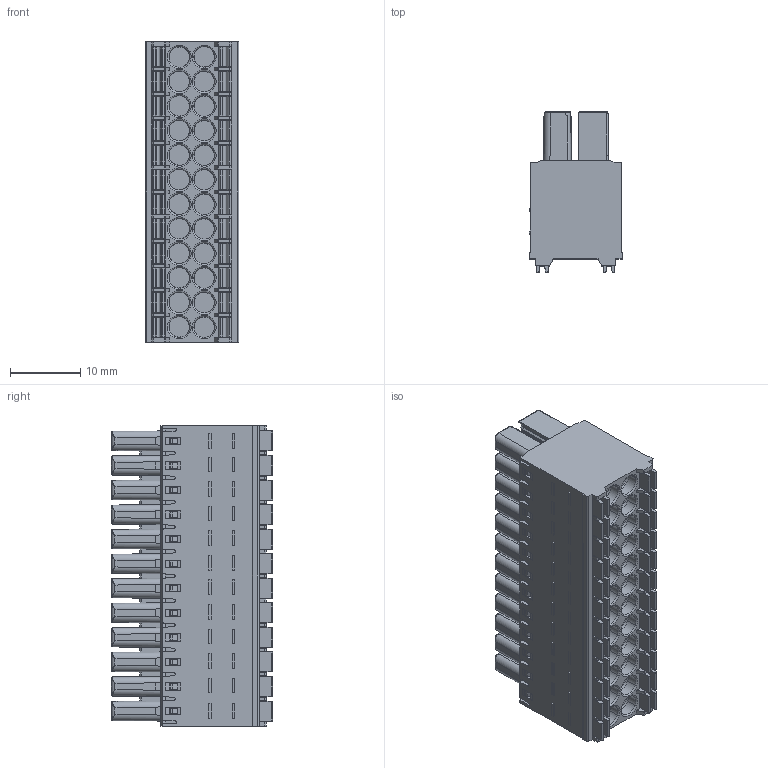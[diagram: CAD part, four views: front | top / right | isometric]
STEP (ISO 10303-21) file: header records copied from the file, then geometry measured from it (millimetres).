
FILE_DESCRIPTION((''),'2;1');
FILE_NAME('TLPSD-010-1','2024-09-25T15:03:05',('sheji109'),(''),'CREO PARAMETRIC BY PTC INC, 2018100','CREO PARAMETRIC BY PTC INC, 2018100','');
FILE_SCHEMA(('CONFIG_CONTROL_DESIGN'));
Products named in the file (1): TLPSD-010-1
Bounding box: 13.31 x 22.95 x 42.8 mm (x, y, z)
Volume: 9307.6 mm3; surface area: 6701.8 mm2
Topology: 1 solids, 1 shells, 2765 faces, 7262 edges, 4669 vertices
Faces by surface type: plane 1658, cylinder 651, bspline 240, cone 120, torus 96
Entity records: 95857 total; most frequent: CARTESIAN_POINT 30293, ORIENTED_EDGE 14524, DIRECTION 12057, EDGE_CURVE 7262, VECTOR 4871, LINE 4871, VERTEX_POINT 4669, AXIS2_PLACEMENT_3D 3593
